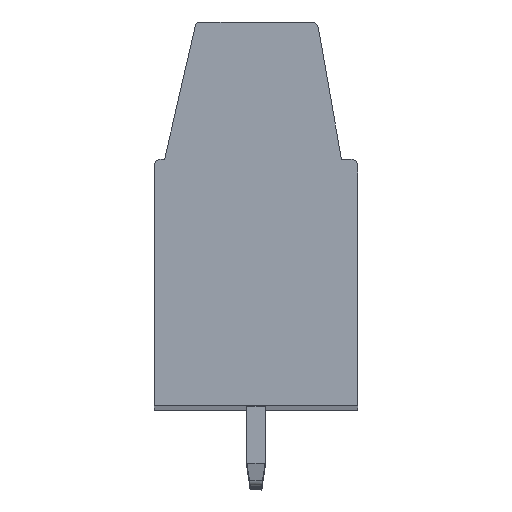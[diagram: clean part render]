
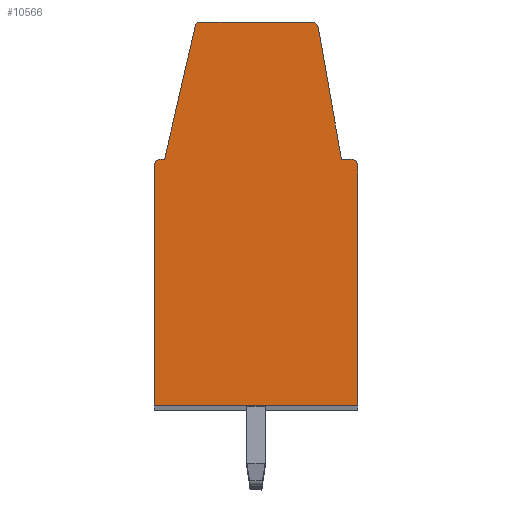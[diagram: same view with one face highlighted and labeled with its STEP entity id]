
A CAD part, top view. The second image highlights one B-rep face of the part: STEP entity #10566.
In plain terms, the highlighted planar face has unit normal (0, 0, 1).
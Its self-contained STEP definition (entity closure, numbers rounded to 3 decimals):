
#24=DIRECTION('',(0.225,0.974,0.));
#25=VECTOR('',#24,5.999);
#26=CARTESIAN_POINT('',(-4.,3.55,102.5));
#27=LINE('',#26,#25);
#28=CARTESIAN_POINT('',(-2.456,9.35,102.5));
#29=DIRECTION('',(0.,0.,-1.));
#30=DIRECTION('',(-0.974,0.225,0.));
#31=AXIS2_PLACEMENT_3D('',#28,#29,#30);
#33=DIRECTION('',(1.,0.,0.));
#34=VECTOR('',#33,4.886);
#35=CARTESIAN_POINT('',(-2.456,9.55,102.5));
#36=LINE('',#35,#34);
#37=CARTESIAN_POINT('',(2.43,9.25,102.5));
#38=DIRECTION('',(0.,0.,-1.));
#39=DIRECTION('',(0.,1.,0.));
#40=AXIS2_PLACEMENT_3D('',#37,#38,#39);
#42=DIRECTION('',(0.174,-0.985,0.));
#43=VECTOR('',#42,5.841);
#44=CARTESIAN_POINT('',(2.726,9.302,102.5));
#45=LINE('',#44,#43);
#46=DIRECTION('',(1.,0.,0.));
#47=VECTOR('',#46,0.41);
#48=CARTESIAN_POINT('',(3.74,3.55,102.5));
#49=LINE('',#48,#47);
#50=CARTESIAN_POINT('',(4.15,3.25,102.5));
#51=DIRECTION('',(0.,0.,-1.));
#52=DIRECTION('',(0.,1.,0.));
#53=AXIS2_PLACEMENT_3D('',#50,#51,#52);
#55=DIRECTION('',(0.,-1.,0.));
#56=VECTOR('',#55,10.5);
#57=CARTESIAN_POINT('',(4.45,3.25,102.5));
#58=LINE('',#57,#56);
#59=DIRECTION('',(-1.,0.,0.));
#60=VECTOR('',#59,8.9);
#61=CARTESIAN_POINT('',(4.45,-7.25,102.5));
#62=LINE('',#61,#60);
#63=DIRECTION('',(0.,1.,0.));
#64=VECTOR('',#63,10.5);
#65=CARTESIAN_POINT('',(-4.45,-7.25,102.5));
#66=LINE('',#65,#64);
#67=CARTESIAN_POINT('',(-4.15,3.25,102.5));
#68=DIRECTION('',(0.,0.,-1.));
#69=DIRECTION('',(-1.,0.,0.));
#70=AXIS2_PLACEMENT_3D('',#67,#68,#69);
#72=DIRECTION('',(1.,0.,0.));
#73=VECTOR('',#72,0.15);
#74=CARTESIAN_POINT('',(-4.15,3.55,102.5));
#75=LINE('',#74,#73);
#8450=CARTESIAN_POINT('',(-4.,3.55,102.5));
#8451=CARTESIAN_POINT('',(-2.651,9.395,102.5));
#8452=VERTEX_POINT('',#8450);
#8453=VERTEX_POINT('',#8451);
#8454=CARTESIAN_POINT('',(-4.15,3.55,102.5));
#8455=VERTEX_POINT('',#8454);
#8456=CARTESIAN_POINT('',(-4.45,3.25,102.5));
#8457=VERTEX_POINT('',#8456);
#8458=CARTESIAN_POINT('',(-4.45,-7.25,102.5));
#8459=VERTEX_POINT('',#8458);
#8460=CARTESIAN_POINT('',(4.45,-7.25,102.5));
#8461=VERTEX_POINT('',#8460);
#8462=CARTESIAN_POINT('',(4.45,3.25,102.5));
#8463=VERTEX_POINT('',#8462);
#8464=CARTESIAN_POINT('',(4.15,3.55,102.5));
#8465=VERTEX_POINT('',#8464);
#8466=CARTESIAN_POINT('',(3.74,3.55,102.5));
#8467=VERTEX_POINT('',#8466);
#8468=CARTESIAN_POINT('',(2.726,9.302,102.5));
#8469=VERTEX_POINT('',#8468);
#8470=CARTESIAN_POINT('',(2.43,9.55,102.5));
#8471=VERTEX_POINT('',#8470);
#8472=CARTESIAN_POINT('',(-2.456,9.55,102.5));
#8473=VERTEX_POINT('',#8472);
#10535=CARTESIAN_POINT('',(0.,0.,102.5));
#10536=DIRECTION('',(0.,0.,1.));
#10537=DIRECTION('',(1.,0.,0.));
#10538=AXIS2_PLACEMENT_3D('',#10535,#10536,#10537);
#10539=PLANE('',#10538);
#10541=ORIENTED_EDGE('',*,*,#10540,.T.);
#10543=ORIENTED_EDGE('',*,*,#10542,.T.);
#10545=ORIENTED_EDGE('',*,*,#10544,.T.);
#10547=ORIENTED_EDGE('',*,*,#10546,.T.);
#10549=ORIENTED_EDGE('',*,*,#10548,.T.);
#10551=ORIENTED_EDGE('',*,*,#10550,.T.);
#10553=ORIENTED_EDGE('',*,*,#10552,.T.);
#10555=ORIENTED_EDGE('',*,*,#10554,.T.);
#10557=ORIENTED_EDGE('',*,*,#10556,.T.);
#10559=ORIENTED_EDGE('',*,*,#10558,.T.);
#10561=ORIENTED_EDGE('',*,*,#10560,.T.);
#10563=ORIENTED_EDGE('',*,*,#10562,.T.);
#10564=EDGE_LOOP('',(#10541,#10543,#10545,#10547,#10549,#10551,#10553,#10555,
#10557,#10559,#10561,#10563));
#10565=FACE_OUTER_BOUND('',#10564,.F.);
#32=CIRCLE('',#31,0.2);
#41=CIRCLE('',#40,0.3);
#54=CIRCLE('',#53,0.3);
#71=CIRCLE('',#70,0.3);
#10540=EDGE_CURVE('',#8452,#8453,#27,.T.);
#10542=EDGE_CURVE('',#8453,#8473,#32,.T.);
#10544=EDGE_CURVE('',#8473,#8471,#36,.T.);
#10546=EDGE_CURVE('',#8471,#8469,#41,.T.);
#10548=EDGE_CURVE('',#8469,#8467,#45,.T.);
#10550=EDGE_CURVE('',#8467,#8465,#49,.T.);
#10552=EDGE_CURVE('',#8465,#8463,#54,.T.);
#10554=EDGE_CURVE('',#8463,#8461,#58,.T.);
#10556=EDGE_CURVE('',#8461,#8459,#62,.T.);
#10558=EDGE_CURVE('',#8459,#8457,#66,.T.);
#10560=EDGE_CURVE('',#8457,#8455,#71,.T.);
#10562=EDGE_CURVE('',#8455,#8452,#75,.T.);
#10566=ADVANCED_FACE('',(#10565),#10539,.T.);
